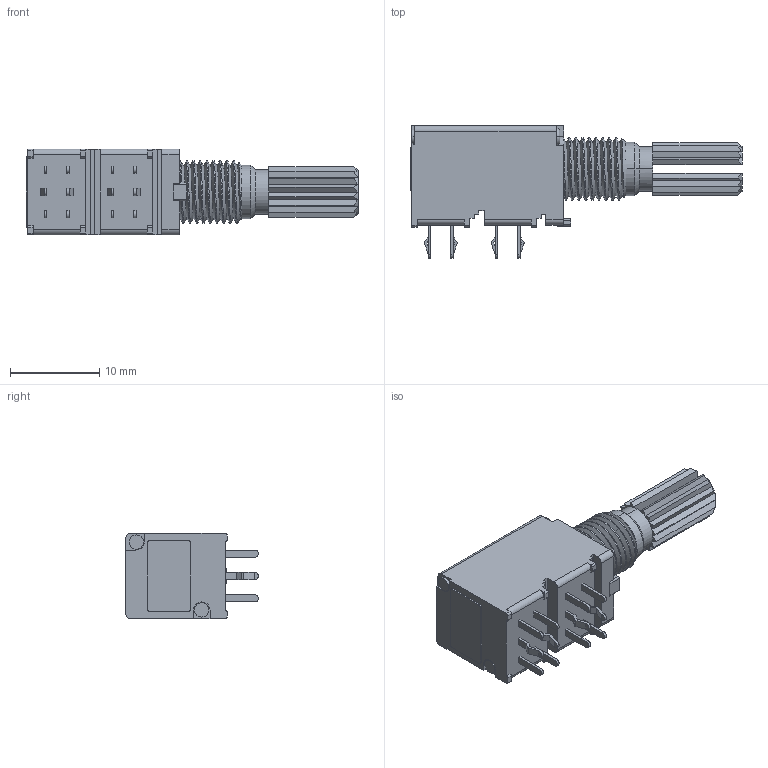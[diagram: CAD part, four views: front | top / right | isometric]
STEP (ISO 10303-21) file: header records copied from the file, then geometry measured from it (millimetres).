
FILE_DESCRIPTION((''),'2;1');
FILE_NAME('PTD904-XX20K-XXXX','2016-03-22T',('RICKB'),('Bourns, Inc.'),'PRO/ENGINEER BY PARAMETRIC TECHNOLOGY CORPORATION, 2012230','PRO/ENGINEER BY PARAMETRIC TECHNOLOGY CORPORATION, 2012230','');
FILE_SCHEMA(('CONFIG_CONTROL_DESIGN'));
Length unit declared in the file: millimetre
Products named in the file (1): PTD904-XX20K-XXXX
Bounding box: 37.2 x 14.85 x 9.6 mm (x, y, z)
Volume: 2284.2 mm3; surface area: 1701.6 mm2
Topology: 1 solids, 4 shells, 292 faces, 789 edges, 525 vertices
Faces by surface type: plane 196, cylinder 74, torus 8, bspline 7, cone 6, extrusion 1
Entity records: 11943 total; most frequent: CARTESIAN_POINT 4575, ORIENTED_EDGE 1578, DIRECTION 1431, EDGE_CURVE 789, VECTOR 543, LINE 542, VERTEX_POINT 525, AXIS2_PLACEMENT_3D 444
